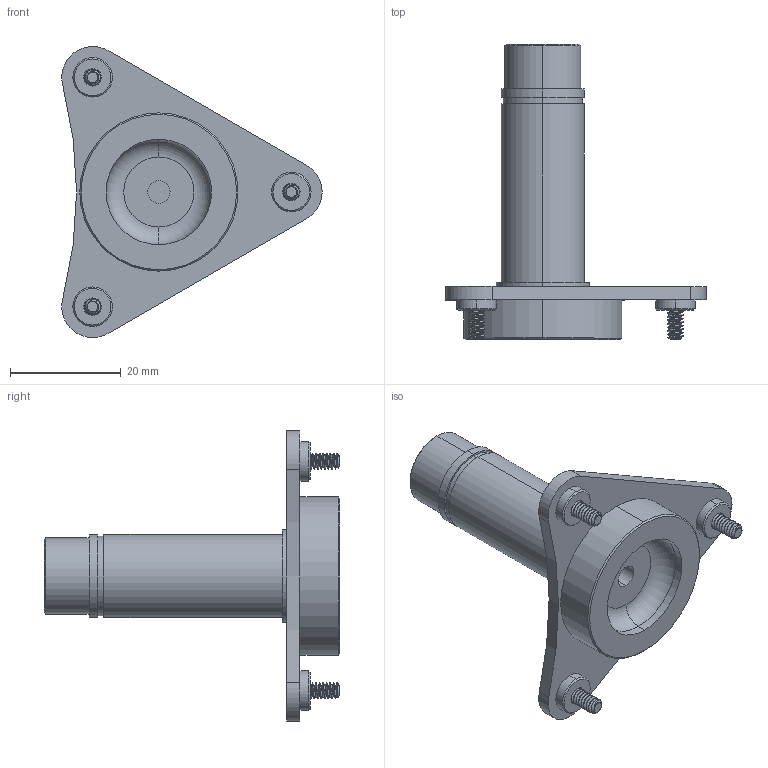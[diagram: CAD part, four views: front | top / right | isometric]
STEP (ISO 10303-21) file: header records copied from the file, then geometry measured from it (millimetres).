
FILE_DESCRIPTION (( 'STEP AP214' ), '1' );
FILE_NAME ('WCP-1495.STEP', '2023-12-19T00:34:52', ( '' ), ( '' ), 'SwSTEP 2.0', 'SolidWorks 2022', '' );
FILE_SCHEMA (( 'AUTOMOTIVE_DESIGN' ));
Length unit declared in the file: inch
Products named in the file (4): WCP-1495-002 Rev1_90920A272; WCP-1495; WCP-0156 Rev1; WCP-1495-001 Rev1
Assembly tree (5 placements, depth 2):
  WCP-1495
    WCP-1495-001 Rev1
    WCP-1495-002 Rev1_90920A272  x3
    WCP-0156 Rev1
Bounding box: 46.91 x 53.21 x 52.47 mm (x, y, z)
Volume: 13957.4 mm3; surface area: 7871.4 mm2
Topology: 5 solids, 5 shells, 263 faces, 655 edges, 416 vertices
Faces by surface type: cylinder 159, cone 63, plane 26, bspline 9, torus 6
Entity records: 6056 total; most frequent: CARTESIAN_POINT 2720, DIRECTION 681, ORIENTED_EDGE 662, EDGE_CURVE 331, AXIS2_PLACEMENT_3D 286, VERTEX_POINT 208, EDGE_LOOP 161, FACE_OUTER_BOUND 141
